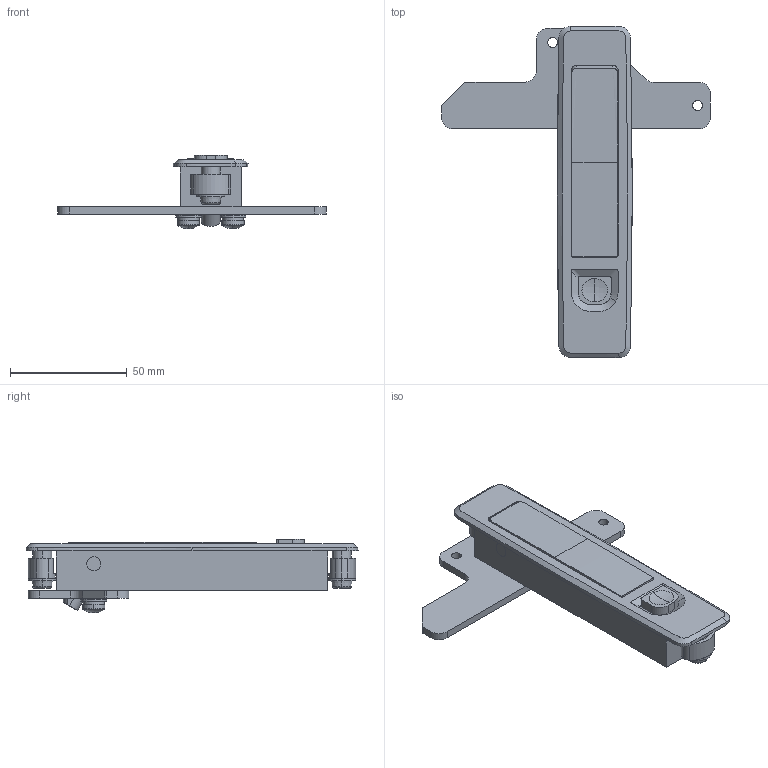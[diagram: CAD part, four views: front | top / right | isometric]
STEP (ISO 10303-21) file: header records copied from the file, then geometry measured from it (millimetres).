
FILE_DESCRIPTION (( 'STEP AP203' ), '1' );
FILE_NAME ('A-260-A-1-2.STEP', '2008-10-20T23:56:56', ( ' ' ), ( ' ' ), 'SwSTEP 2.0', 'SolidWorks 2007', '' );
FILE_SCHEMA (( 'CONFIG_CONTROL_DESIGN' ));
Length unit declared in the file: millimetre
Products named in the file (11): 暯儚僢僔儍乕M5彫宆娵_M5亊冇11亊t0.8; スプリングワッシャーM5_JIS B 1251 No.2 5; A-260-A-1-2僔儍僼僩_岞_棉太倌; A-260-A-1-2; A-260-A-1-2杮懱_岞_棉太倌; A-260-A-1-2僴儞僪儖_岞_棉太倌; A-260-A-1-2儃僞儞_岞_棉太倌; A-260-A-1-2オワンワッシャー_公_ﾃﾞﾌｫﾙﾄ; A-260-A-1-2TP偹偠_岞_棉太倌; A-260-A-1-2巭傔嬥_岞_棉太倌; 廫帤寠晅側傋偹偠M5_M5亊8
Assembly tree (15 placements, depth 2):
  A-260-A-1-2
    廫帤寠晅側傋偹偠M5_M5亊8  x2
    暯儚僢僔儍乕M5彫宆娵_M5亊冇11亊t0.8  x2
    A-260-A-1-2僔儍僼僩_岞_棉太倌
    A-260-A-1-2巭傔嬥_岞_棉太倌
    A-260-A-1-2オワンワッシャー_公_ﾃﾞﾌｫﾙﾄ  x2
    スプリングワッシャーM5_JIS B 1251 No.2 5  x2
    A-260-A-1-2TP偹偠_岞_棉太倌  x2
    A-260-A-1-2杮懱_岞_棉太倌
    A-260-A-1-2僴儞僪儖_岞_棉太倌
    A-260-A-1-2儃僞儞_岞_棉太倌
Bounding box: 115 x 141.97 x 31.47 mm (x, y, z)
Volume: 58443.2 mm3; surface area: 38285.9 mm2
Topology: 15 solids, 15 shells, 354 faces, 905 edges, 593 vertices
Faces by surface type: plane 166, cylinder 148, torus 14, cone 11, sphere 8, bspline 7
Entity records: 10714 total; most frequent: CARTESIAN_POINT 2481, DIRECTION 1520, ORIENTED_EDGE 1408, EDGE_CURVE 704, AXIS2_PLACEMENT_3D 566, VERTEX_POINT 465, VECTOR 388, LINE 388
